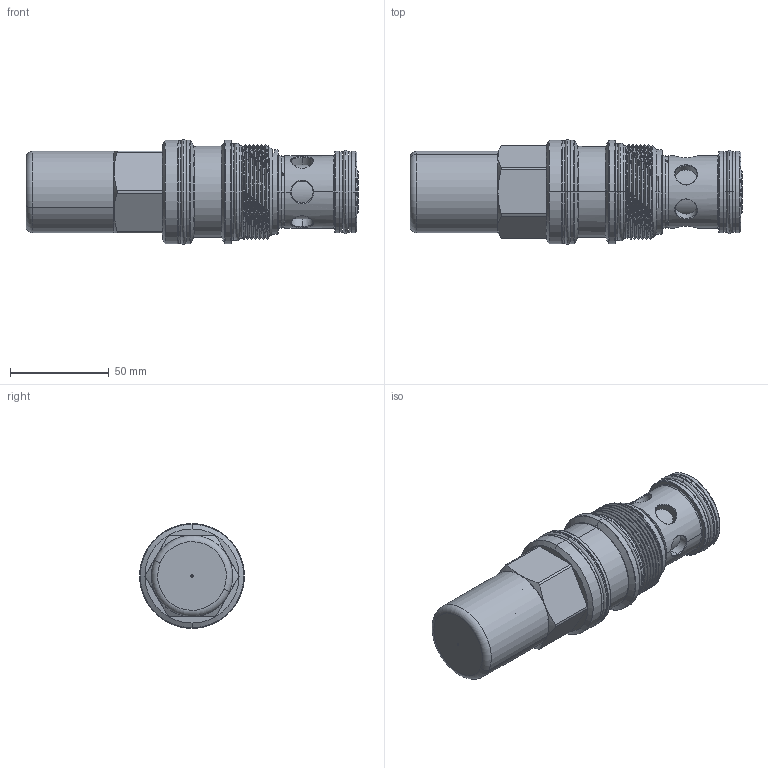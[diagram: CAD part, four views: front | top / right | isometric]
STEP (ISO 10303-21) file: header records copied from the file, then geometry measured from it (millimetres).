
FILE_DESCRIPTION (( 'STEP AP203' ), '1' );
FILE_NAME ('CB19A3A(3C)(3Q)-C.STEP', '2020-04-08T05:53:39', ( '' ), ( '' ), 'SwSTEP 2.0', 'SolidWorks 2018', '' );
FILE_SCHEMA (( 'CONFIG_CONTROL_DESIGN' ));
Length unit declared in the file: millimetre
Products named in the file (1): CB19A3A(3C)(3Q)-C
Bounding box: 167.88 x 53.11 x 53.11 mm (x, y, z)
Volume: 214457.3 mm3; surface area: 50212.6 mm2
Topology: 6 solids, 6 shells, 333 faces, 788 edges, 477 vertices
Faces by surface type: cylinder 145, plane 69, cone 50, torus 49, bspline 20
Entity records: 14703 total; most frequent: CARTESIAN_POINT 7203, DIRECTION 1594, ORIENTED_EDGE 1544, EDGE_CURVE 772, AXIS2_PLACEMENT_3D 682, VERTEX_POINT 471, CIRCLE 368, EDGE_LOOP 363
